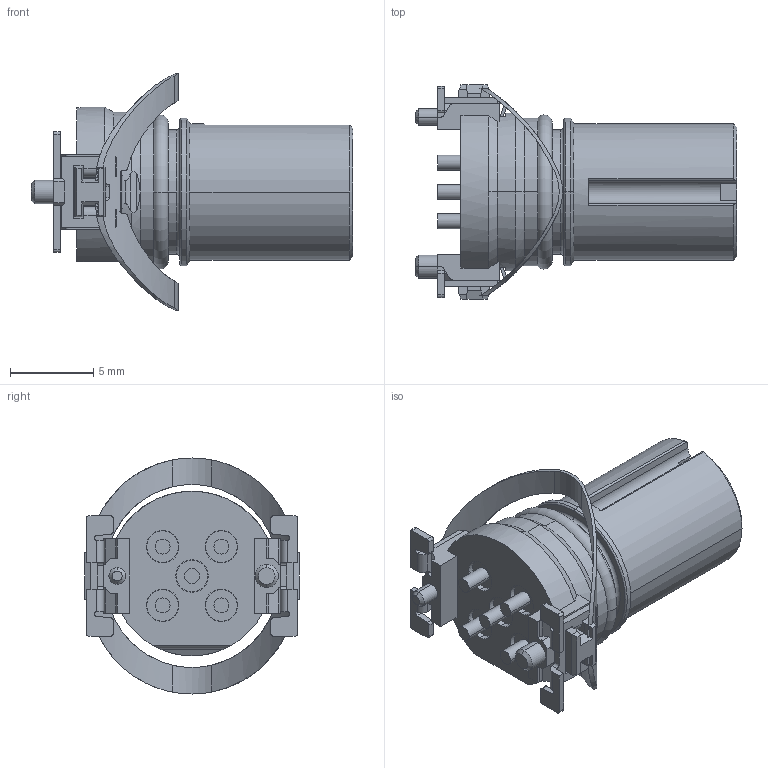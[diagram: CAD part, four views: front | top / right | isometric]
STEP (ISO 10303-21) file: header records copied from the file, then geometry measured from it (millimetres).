
FILE_DESCRIPTION(('OneSpaceDesigner STEP Export'),'2;1');
FILE_NAME('MSAS-05PFFT-EE0001-STP.stp','2021-03-29T14:40:34',(''),(''),'OneSpace Designer STEP processor for AP214 (Solid Model)','OneSpace Designer 13.20 11-May-2005 (C) CoCreate Software GmbH','');
FILE_SCHEMA(('AUTOMOTIVE_DESIGN { 1 0 10303 214 1 1 1 1 }'));
Length unit declared in the file: millimetre
Products named in the file (2): BCA00010070
Assembly tree (1 placements, depth 2):
  BCA00010070
    BCA00010070
Bounding box: 19.35 x 12.9 x 14.2 mm (x, y, z)
Volume: 954.3 mm3; surface area: 1847 mm2
Topology: 1 solids, 16 shells, 866 faces, 2334 edges, 1517 vertices
Faces by surface type: plane 511, cylinder 253, cone 94, torus 8
Entity records: 25817 total; most frequent: CARTESIAN_POINT 5398, ORIENTED_EDGE 4652, DIRECTION 3751, EDGE_CURVE 2324, VERTEX_POINT 1517, VECTOR 1481, LINE 1481, AXIS2_PLACEMENT_3D 1135
